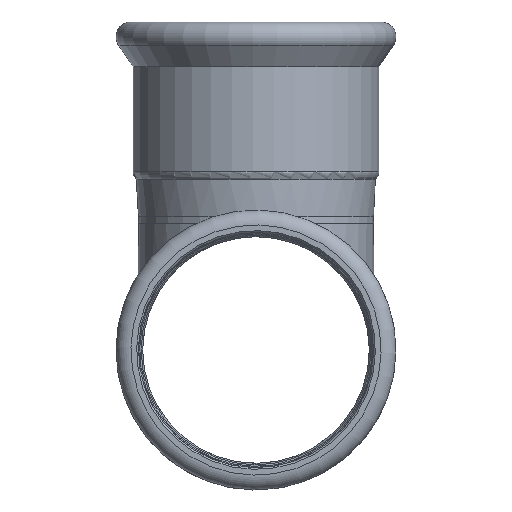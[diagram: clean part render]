
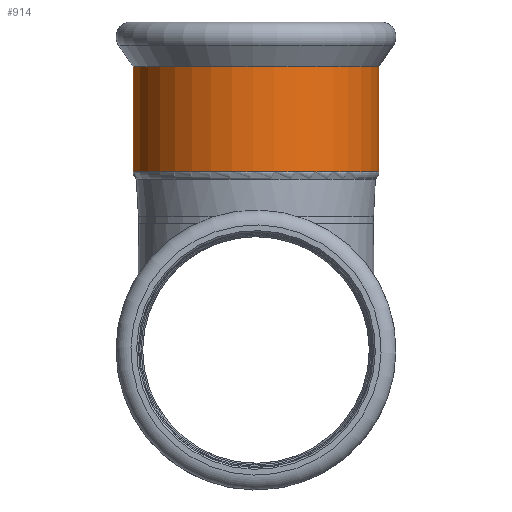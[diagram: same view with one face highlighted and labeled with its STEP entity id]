
A CAD part, left-side view. The second image highlights one B-rep face of the part: STEP entity #914.
In plain terms, the highlighted cylindrical face has radius 28.75 mm (diameter 57.5 mm), a full revolution.
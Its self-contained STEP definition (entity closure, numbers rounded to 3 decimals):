
#84=LINE('',#5273,#113);
#113=VECTOR('',#1353,28.75);
#131=CYLINDRICAL_SURFACE('',#1065,28.75);
#190=FACE_OUTER_BOUND('',#257,.T.);
#257=EDGE_LOOP('',(#754,#755,#756,#757));
#342=CIRCLE('',#1066,28.75);
#343=CIRCLE('',#1067,28.75);
#419=VERTEX_POINT('',#5270);
#420=VERTEX_POINT('',#5272);
#533=EDGE_CURVE('',#419,#419,#342,.T.);
#534=EDGE_CURVE('',#419,#420,#84,.T.);
#535=EDGE_CURVE('',#420,#420,#343,.T.);
#754=ORIENTED_EDGE('',*,*,#533,.F.);
#755=ORIENTED_EDGE('',*,*,#534,.T.);
#756=ORIENTED_EDGE('',*,*,#535,.T.);
#757=ORIENTED_EDGE('',*,*,#534,.F.);
#914=ADVANCED_FACE('',(#190),#131,.T.);
#1065=AXIS2_PLACEMENT_3D('',#5269,#1349,#1350);
#1066=AXIS2_PLACEMENT_3D('',#5271,#1351,#1352);
#1067=AXIS2_PLACEMENT_3D('',#5274,#1354,#1355);
#1349=DIRECTION('center_axis',(0.,0.,
1.));
#1350=DIRECTION('ref_axis',(0.479,-0.878,0.));
#1351=DIRECTION('center_axis',(0.,0.,
1.));
#1352=DIRECTION('ref_axis',(1.,0.,0.));
#1353=DIRECTION('',(0.,0.,-1.));
#1354=DIRECTION('center_axis',(0.,0.,
1.));
#1355=DIRECTION('ref_axis',(1.,0.,0.));
#5269=CARTESIAN_POINT('Origin',(0.,0.,
39.925));
#5270=CARTESIAN_POINT('',(-13.783,25.23,66.2));
#5271=CARTESIAN_POINT('Origin',(0.,0.,
66.2));
#5272=CARTESIAN_POINT('',(-13.783,25.23,41.7));
#5273=CARTESIAN_POINT('',(-13.783,25.23,39.925));
#5274=CARTESIAN_POINT('Origin',(0.,0.,
41.7));
